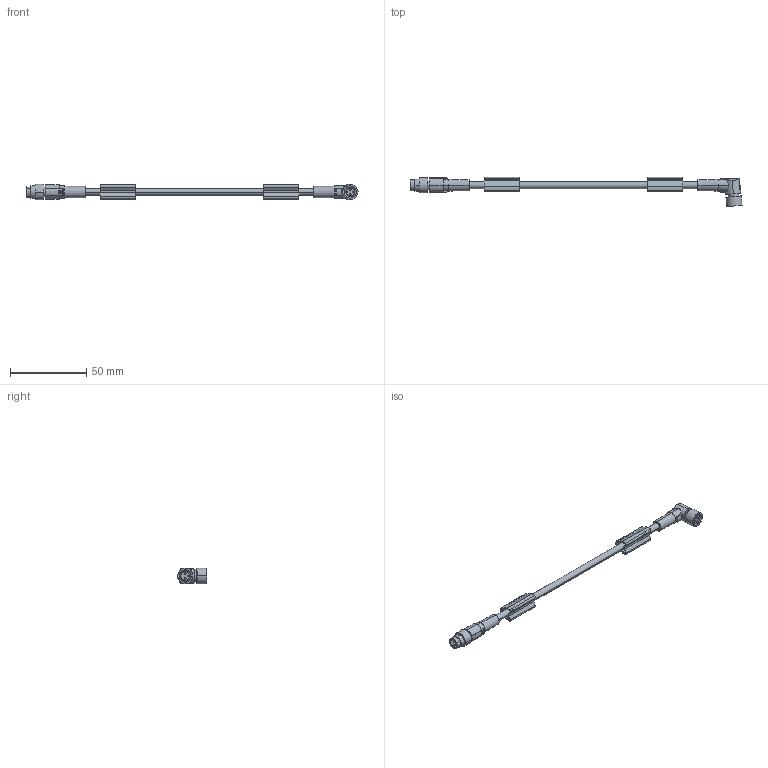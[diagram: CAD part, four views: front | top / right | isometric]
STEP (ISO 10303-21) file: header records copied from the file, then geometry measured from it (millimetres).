
FILE_DESCRIPTION(('SolidDesigner STEP Export'),'2;1');
FILE_NAME('1681952.stp','2010-01-18T 9:29:11',(''),(''),'CoCreate Modeling STEP processor for AP214 (Solid Model)','CoCreate Modeling 16.00A 16-Aug-2008 (C) Parametric Technology GmbH','');
FILE_SCHEMA(('AUTOMOTIVE_DESIGN { 1 0 10303 214 1 1 1 1 }'));
Length unit declared in the file: millimetre
Products named in the file (2): 1681952
Assembly tree (1 placements, depth 2):
  1681952
    1681952
Bounding box: 217.56 x 19.16 x 10 mm (x, y, z)
Volume: 7456.2 mm3; surface area: 7740.3 mm2
Topology: 1 solids, 1 shells, 282 faces, 774 edges, 516 vertices
Faces by surface type: cylinder 138, plane 90, extrusion 34, cone 14, torus 6
Entity records: 15042 total; most frequent: CARTESIAN_POINT 6813, ORIENTED_EDGE 1548, DIRECTION 1216, EDGE_CURVE 774, VERTEX_POINT 516, AXIS2_PLACEMENT_3D 410, VECTOR 396, LINE 358
